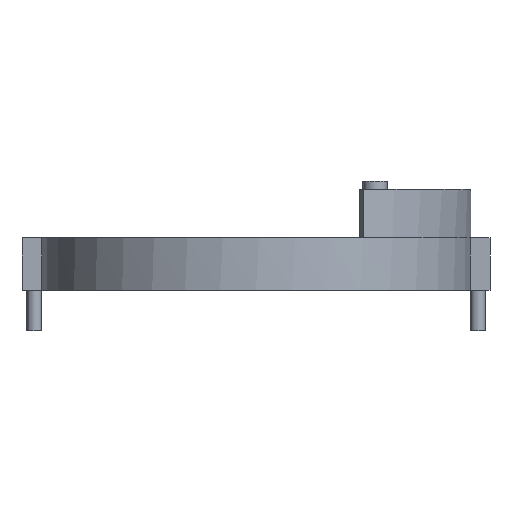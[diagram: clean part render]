
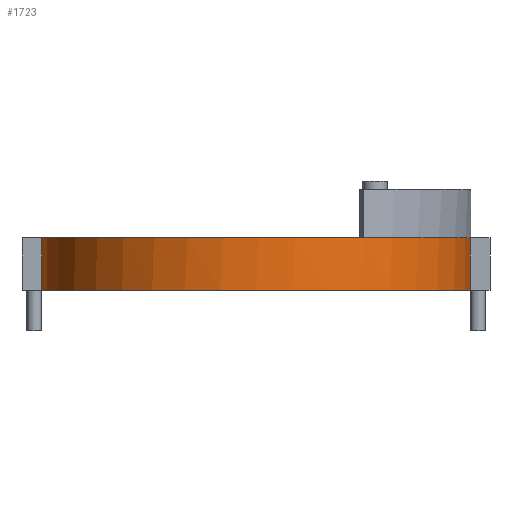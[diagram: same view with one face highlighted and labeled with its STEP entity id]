
A CAD part, front view. The second image highlights one B-rep face of the part: STEP entity #1723.
In plain terms, the highlighted cylindrical face has radius 26.6 mm (diameter 53.2 mm), a partial arc.
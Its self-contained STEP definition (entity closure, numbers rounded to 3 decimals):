
#428 = PLANE('',#429);
#429 = AXIS2_PLACEMENT_3D('',#430,#431,#432);
#430 = CARTESIAN_POINT('',(0.,0.,6.5));
#431 = DIRECTION('',(0.,0.,1.));
#432 = DIRECTION('',(1.,0.,0.));
#569 = PLANE('',#570);
#570 = AXIS2_PLACEMENT_3D('',#571,#572,#573);
#571 = CARTESIAN_POINT('',(0.,0.,0.));
#572 = DIRECTION('',(0.,0.,1.));
#573 = DIRECTION('',(1.,0.,0.));
#824 = VERTEX_POINT('',#825);
#825 = CARTESIAN_POINT('',(-26.558,-1.5,6.5));
#846 = EDGE_CURVE('',#824,#847,#849,.T.);
#847 = VERTEX_POINT('',#848);
#848 = CARTESIAN_POINT('',(13.3,-23.036,6.5));
#849 = SURFACE_CURVE('',#850,(#855,#862),.PCURVE_S1.);
#850 = CIRCLE('',#851,26.6);
#851 = AXIS2_PLACEMENT_3D('',#852,#853,#854);
#852 = CARTESIAN_POINT('',(0.,0.,6.5));
#853 = DIRECTION('',(0.,0.,1.));
#854 = DIRECTION('',(1.,0.,0.));
#855 = PCURVE('',#428,#856);
#856 = DEFINITIONAL_REPRESENTATION('',(#857),#861);
#857 = CIRCLE('',#858,26.6);
#858 = AXIS2_PLACEMENT_2D('',#859,#860);
#859 = CARTESIAN_POINT('',(0.,0.));
#860 = DIRECTION('',(1.,0.));
#861 = ( GEOMETRIC_REPRESENTATION_CONTEXT(2) 
PARAMETRIC_REPRESENTATION_CONTEXT() REPRESENTATION_CONTEXT('2D SPACE',''
  ) );
#862 = PCURVE('',#863,#868);
#863 = CYLINDRICAL_SURFACE('',#864,26.6);
#864 = AXIS2_PLACEMENT_3D('',#865,#866,#867);
#865 = CARTESIAN_POINT('',(0.,0.,0.));
#866 = DIRECTION('',(0.,0.,1.));
#867 = DIRECTION('',(1.,0.,0.));
#868 = DEFINITIONAL_REPRESENTATION('',(#869),#873);
#869 = LINE('',#870,#871);
#870 = CARTESIAN_POINT('',(0.,6.5));
#871 = VECTOR('',#872,1.);
#872 = DIRECTION('',(1.,0.));
#873 = ( GEOMETRIC_REPRESENTATION_CONTEXT(2) 
PARAMETRIC_REPRESENTATION_CONTEXT() REPRESENTATION_CONTEXT('2D SPACE',''
  ) );
#1317 = VERTEX_POINT('',#1318);
#1318 = CARTESIAN_POINT('',(-26.558,-1.5,0.));
#1339 = EDGE_CURVE('',#1317,#1340,#1342,.T.);
#1340 = VERTEX_POINT('',#1341);
#1341 = CARTESIAN_POINT('',(26.558,-1.5,0.));
#1342 = SURFACE_CURVE('',#1343,(#1348,#1355),.PCURVE_S1.);
#1343 = CIRCLE('',#1344,26.6);
#1344 = AXIS2_PLACEMENT_3D('',#1345,#1346,#1347);
#1345 = CARTESIAN_POINT('',(0.,0.,0.));
#1346 = DIRECTION('',(0.,0.,1.));
#1347 = DIRECTION('',(1.,0.,0.));
#1348 = PCURVE('',#569,#1349);
#1349 = DEFINITIONAL_REPRESENTATION('',(#1350),#1354);
#1350 = CIRCLE('',#1351,26.6);
#1351 = AXIS2_PLACEMENT_2D('',#1352,#1353);
#1352 = CARTESIAN_POINT('',(0.,0.));
#1353 = DIRECTION('',(1.,0.));
#1354 = ( GEOMETRIC_REPRESENTATION_CONTEXT(2) 
PARAMETRIC_REPRESENTATION_CONTEXT() REPRESENTATION_CONTEXT('2D SPACE',''
  ) );
#1355 = PCURVE('',#863,#1356);
#1356 = DEFINITIONAL_REPRESENTATION('',(#1357),#1361);
#1357 = LINE('',#1358,#1359);
#1358 = CARTESIAN_POINT('',(0.,0.));
#1359 = VECTOR('',#1360,1.);
#1360 = DIRECTION('',(1.,0.));
#1361 = ( GEOMETRIC_REPRESENTATION_CONTEXT(2) 
PARAMETRIC_REPRESENTATION_CONTEXT() REPRESENTATION_CONTEXT('2D SPACE',''
  ) );
#1613 = CYLINDRICAL_SURFACE('',#1614,26.6);
#1614 = AXIS2_PLACEMENT_3D('',#1615,#1616,#1617);
#1615 = CARTESIAN_POINT('',(0.,0.,6.5));
#1616 = DIRECTION('',(0.,0.,1.));
#1617 = DIRECTION('',(0.5,-0.866,0.));
#1723 = ADVANCED_FACE('',(#1724),#863,.T.);
#1724 = FACE_BOUND('',#1725,.T.);
#1725 = EDGE_LOOP('',(#1726,#1752,#1773,#1774,#1798));
#1726 = ORIENTED_EDGE('',*,*,#1727,.T.);
#1727 = EDGE_CURVE('',#1340,#1728,#1730,.T.);
#1728 = VERTEX_POINT('',#1729);
#1729 = CARTESIAN_POINT('',(26.558,-1.5,6.5));
#1730 = SURFACE_CURVE('',#1731,(#1735,#1741),.PCURVE_S1.);
#1731 = LINE('',#1732,#1733);
#1732 = CARTESIAN_POINT('',(26.558,-1.5,0.));
#1733 = VECTOR('',#1734,1.);
#1734 = DIRECTION('',(0.,0.,1.));
#1735 = PCURVE('',#863,#1736);
#1736 = DEFINITIONAL_REPRESENTATION('',(#1737),#1740);
#1737 = B_SPLINE_CURVE_WITH_KNOTS('',1,(#1738,#1739),.UNSPECIFIED.,.F.,
  .F.,(2,2),(0.,6.5),.PIECEWISE_BEZIER_KNOTS.);
#1738 = CARTESIAN_POINT('',(6.227,0.));
#1739 = CARTESIAN_POINT('',(6.227,6.5));
#1740 = ( GEOMETRIC_REPRESENTATION_CONTEXT(2) 
PARAMETRIC_REPRESENTATION_CONTEXT() REPRESENTATION_CONTEXT('2D SPACE',''
  ) );
#1741 = PCURVE('',#1742,#1747);
#1742 = PLANE('',#1743);
#1743 = AXIS2_PLACEMENT_3D('',#1744,#1745,#1746);
#1744 = CARTESIAN_POINT('',(26.,-1.5,0.));
#1745 = DIRECTION('',(0.,1.,0.));
#1746 = DIRECTION('',(0.,0.,1.));
#1747 = DEFINITIONAL_REPRESENTATION('',(#1748),#1751);
#1748 = B_SPLINE_CURVE_WITH_KNOTS('',1,(#1749,#1750),.UNSPECIFIED.,.F.,
  .F.,(2,2),(0.,6.5),.PIECEWISE_BEZIER_KNOTS.);
#1749 = CARTESIAN_POINT('',(0.,0.558));
#1750 = CARTESIAN_POINT('',(6.5,0.558));
#1751 = ( GEOMETRIC_REPRESENTATION_CONTEXT(2) 
PARAMETRIC_REPRESENTATION_CONTEXT() REPRESENTATION_CONTEXT('2D SPACE',''
  ) );
#1752 = ORIENTED_EDGE('',*,*,#1753,.F.);
#1753 = EDGE_CURVE('',#847,#1728,#1754,.T.);
#1754 = SURFACE_CURVE('',#1755,(#1760,#1767),.PCURVE_S1.);
#1755 = CIRCLE('',#1756,26.6);
#1756 = AXIS2_PLACEMENT_3D('',#1757,#1758,#1759);
#1757 = CARTESIAN_POINT('',(0.,0.,6.5));
#1758 = DIRECTION('',(0.,0.,1.));
#1759 = DIRECTION('',(1.,0.,0.));
#1760 = PCURVE('',#863,#1761);
#1761 = DEFINITIONAL_REPRESENTATION('',(#1762),#1766);
#1762 = LINE('',#1763,#1764);
#1763 = CARTESIAN_POINT('',(0.,6.5));
#1764 = VECTOR('',#1765,1.);
#1765 = DIRECTION('',(1.,0.));
#1766 = ( GEOMETRIC_REPRESENTATION_CONTEXT(2) 
PARAMETRIC_REPRESENTATION_CONTEXT() REPRESENTATION_CONTEXT('2D SPACE',''
  ) );
#1767 = PCURVE('',#1613,#1768);
#1768 = DEFINITIONAL_REPRESENTATION('',(#1769),#1772);
#1769 = B_SPLINE_CURVE_WITH_KNOTS('',1,(#1770,#1771),.UNSPECIFIED.,.F.,
  .F.,(2,2),(5.236,6.227),.PIECEWISE_BEZIER_KNOTS.);
#1770 = CARTESIAN_POINT('',(0.,0.));
#1771 = CARTESIAN_POINT('',(0.991,0.));
#1772 = ( GEOMETRIC_REPRESENTATION_CONTEXT(2) 
PARAMETRIC_REPRESENTATION_CONTEXT() REPRESENTATION_CONTEXT('2D SPACE',''
  ) );
#1773 = ORIENTED_EDGE('',*,*,#846,.F.);
#1774 = ORIENTED_EDGE('',*,*,#1775,.F.);
#1775 = EDGE_CURVE('',#1317,#824,#1776,.T.);
#1776 = SURFACE_CURVE('',#1777,(#1781,#1787),.PCURVE_S1.);
#1777 = LINE('',#1778,#1779);
#1778 = CARTESIAN_POINT('',(-26.558,-1.5,0.));
#1779 = VECTOR('',#1780,1.);
#1780 = DIRECTION('',(0.,0.,1.));
#1781 = PCURVE('',#863,#1782);
#1782 = DEFINITIONAL_REPRESENTATION('',(#1783),#1786);
#1783 = B_SPLINE_CURVE_WITH_KNOTS('',1,(#1784,#1785),.UNSPECIFIED.,.F.,
  .F.,(2,2),(0.,6.5),.PIECEWISE_BEZIER_KNOTS.);
#1784 = CARTESIAN_POINT('',(3.198,0.));
#1785 = CARTESIAN_POINT('',(3.198,6.5));
#1786 = ( GEOMETRIC_REPRESENTATION_CONTEXT(2) 
PARAMETRIC_REPRESENTATION_CONTEXT() REPRESENTATION_CONTEXT('2D SPACE',''
  ) );
#1787 = PCURVE('',#1788,#1793);
#1788 = PLANE('',#1789);
#1789 = AXIS2_PLACEMENT_3D('',#1790,#1791,#1792);
#1790 = CARTESIAN_POINT('',(-29.,-1.5,0.));
#1791 = DIRECTION('',(0.,1.,0.));
#1792 = DIRECTION('',(0.,0.,1.));
#1793 = DEFINITIONAL_REPRESENTATION('',(#1794),#1797);
#1794 = B_SPLINE_CURVE_WITH_KNOTS('',1,(#1795,#1796),.UNSPECIFIED.,.F.,
  .F.,(2,2),(0.,6.5),.PIECEWISE_BEZIER_KNOTS.);
#1795 = CARTESIAN_POINT('',(0.,2.442));
#1796 = CARTESIAN_POINT('',(6.5,2.442));
#1797 = ( GEOMETRIC_REPRESENTATION_CONTEXT(2) 
PARAMETRIC_REPRESENTATION_CONTEXT() REPRESENTATION_CONTEXT('2D SPACE',''
  ) );
#1798 = ORIENTED_EDGE('',*,*,#1339,.T.);
